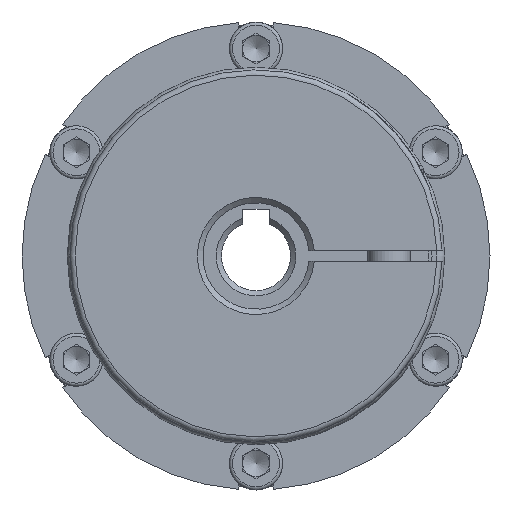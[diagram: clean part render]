
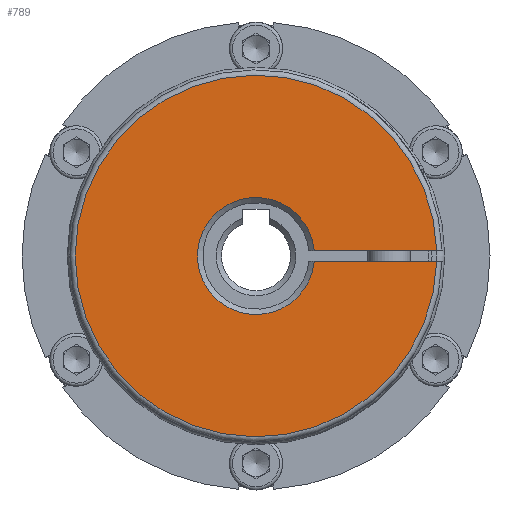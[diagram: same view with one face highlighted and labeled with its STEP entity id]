
A CAD part, left-side view. The second image highlights one B-rep face of the part: STEP entity #789.
In plain terms, the highlighted planar face has unit normal (-1, 0, 0).
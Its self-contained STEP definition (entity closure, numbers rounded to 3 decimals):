
#789 = ADVANCED_FACE( '', ( #1927 ), #1928, .T. );
#1927 = FACE_OUTER_BOUND( '', #3499, .T. );
#1928 = PLANE( '', #3500 );
#3499 = EDGE_LOOP( '', ( #5843, #5844, #5845, #5846 ) );
#3500 = AXIS2_PLACEMENT_3D( '', #5847, #5848, #5849 );
#5843 = ORIENTED_EDGE( '', *, *, #8590, .T. );
#5844 = ORIENTED_EDGE( '', *, *, #8779, .T. );
#5845 = ORIENTED_EDGE( '', *, *, #8066, .T. );
#5846 = ORIENTED_EDGE( '', *, *, #8780, .T. );
#5847 = CARTESIAN_POINT( '', ( -54.05, 6.5, 0. ) );
#5848 = DIRECTION( '', ( -1., 0., 0. ) );
#5849 = DIRECTION( '', ( 0., 0., 1. ) );
#8066 = EDGE_CURVE( '', #9463, #9464, #9465, .T. );
#8590 = EDGE_CURVE( '', #10334, #10332, #10335, .T. );
#8779 = EDGE_CURVE( '', #10332, #9463, #10616, .T. );
#8780 = EDGE_CURVE( '', #9464, #10334, #10617, .T. );
#9463 = VERTEX_POINT( '', #11609 );
#9464 = VERTEX_POINT( '', #11610 );
#9465 = LINE( '', #11611, #11612 );
#10332 = VERTEX_POINT( '', #13407 );
#10334 = VERTEX_POINT( '', #13409 );
#10335 = LINE( '', #13410, #13411 );
#10616 = CIRCLE( '', #14228, 11. );
#10617 = CIRCLE( '', #14229, 34. );
#11609 = CARTESIAN_POINT( '', ( -54.05, -10.954, 1. ) );
#11610 = CARTESIAN_POINT( '', ( -54.05, -33.985, 1. ) );
#11611 = CARTESIAN_POINT( '', ( -54.05, -5.916, 1. ) );
#11612 = VECTOR( '', #15909, 1000. );
#13407 = CARTESIAN_POINT( '', ( -54.05, -10.954, -1. ) );
#13409 = CARTESIAN_POINT( '', ( -54.05, -33.985, -1. ) );
#13410 = CARTESIAN_POINT( '', ( -54.05, -35., -1. ) );
#13411 = VECTOR( '', #16628, 1000. );
#14228 = AXIS2_PLACEMENT_3D( '', #16832, #16833, #16834 );
#14229 = AXIS2_PLACEMENT_3D( '', #16835, #16836, #16837 );
#15909 = DIRECTION( '', ( 0., -1., 0. ) );
#16628 = DIRECTION( '', ( 0., 1., 0. ) );
#16832 = CARTESIAN_POINT( '', ( -54.05, 0., 0. ) );
#16833 = DIRECTION( '', ( 1., 0., 0. ) );
#16834 = DIRECTION( '', ( 0., -1., 0. ) );
#16835 = CARTESIAN_POINT( '', ( -54.05, 0., 0. ) );
#16836 = DIRECTION( '', ( -1., 0., 0. ) );
#16837 = DIRECTION( '', ( 0., 1., 0. ) );
